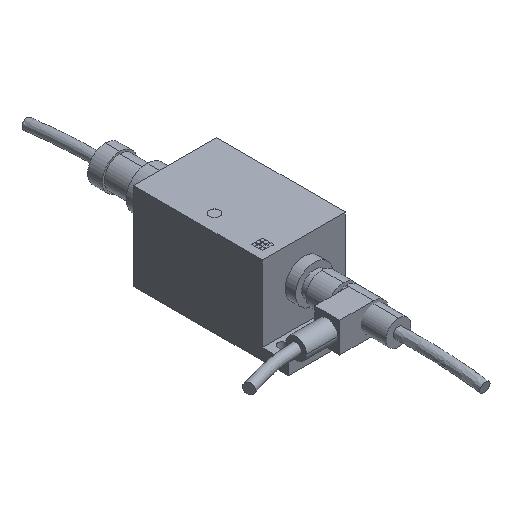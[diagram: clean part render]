
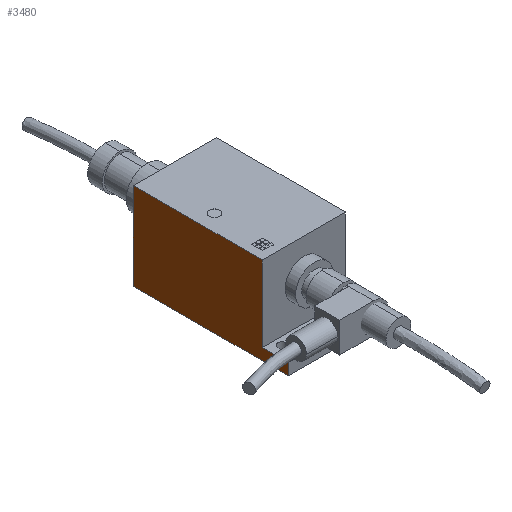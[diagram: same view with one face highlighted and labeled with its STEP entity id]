
A CAD part, isometric view. The second image highlights one B-rep face of the part: STEP entity #3480.
In plain terms, the highlighted planar face has unit normal (-1, 0, 0).
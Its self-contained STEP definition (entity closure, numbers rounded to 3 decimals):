
#1580=CARTESIAN_POINT('',(0.538,-34.043,42.0));
#1581=VERTEX_POINT('',#1580);
#1588=CARTESIAN_POINT('',(0.538,-34.043,5.5));
#1589=VERTEX_POINT('',#1588);
#1590=CARTESIAN_POINT('',(0.538,-34.043,5.5));
#1591=DIRECTION('',(0.0,0.0,1.0));
#1592=VECTOR('',#1591,36.5);
#1593=LINE('',#1590,#1592);
#1594=EDGE_CURVE('',#1589,#1581,#1593,.T.);
#3270=CARTESIAN_POINT('',(0.538,-46.543,5.5));
#3271=VERTEX_POINT('',#3270);
#3272=CARTESIAN_POINT('',(0.538,-46.543,5.5));
#3273=DIRECTION('',(0.0,1.0,0.0));
#3274=VECTOR('',#3273,12.5);
#3275=LINE('',#3272,#3274);
#3276=EDGE_CURVE('',#3271,#1589,#3275,.T.);
#3323=CARTESIAN_POINT('',(0.538,27.957,42.0));
#3324=VERTEX_POINT('',#3323);
#3331=CARTESIAN_POINT('',(0.538,-34.043,42.0));
#3332=DIRECTION('',(0.0,1.0,0.0));
#3333=VECTOR('',#3332,62.);
#3334=LINE('',#3331,#3333);
#3335=EDGE_CURVE('',#1581,#3324,#3334,.T.);
#3437=CARTESIAN_POINT('',(0.538,-46.543,0.0));
#3438=VERTEX_POINT('',#3437);
#3439=CARTESIAN_POINT('',(0.538,-46.543,0.0));
#3440=DIRECTION('',(0.0,0.0,1.0));
#3441=VECTOR('',#3440,5.5);
#3442=LINE('',#3439,#3441);
#3443=EDGE_CURVE('',#3438,#3271,#3442,.T.);
#3455=CARTESIAN_POINT('',(0.538,-46.543,0.0));
#3456=DIRECTION('',(-1.0,0.0,0.0));
#3457=DIRECTION('',(0.0,0.0,1.0));
#3458=AXIS2_PLACEMENT_3D('',#3455,#3456,#3457);
#3459=PLANE('',#3458);
#3460=ORIENTED_EDGE('',*,*,#1594,.T.);
#3461=ORIENTED_EDGE('',*,*,#3335,.T.);
#3462=CARTESIAN_POINT('',(0.538,27.957,0.0));
#3463=VERTEX_POINT('',#3462);
#3464=CARTESIAN_POINT('',(0.538,27.957,0.0));
#3465=DIRECTION('',(0.0,0.0,1.0));
#3466=VECTOR('',#3465,42.0);
#3467=LINE('',#3464,#3466);
#3468=EDGE_CURVE('',#3463,#3324,#3467,.T.);
#3469=ORIENTED_EDGE('',*,*,#3468,.F.);
#3470=CARTESIAN_POINT('',(0.538,-46.543,0.0));
#3471=DIRECTION('',(0.0,1.0,0.0));
#3472=VECTOR('',#3471,74.5);
#3473=LINE('',#3470,#3472);
#3474=EDGE_CURVE('',#3438,#3463,#3473,.T.);
#3475=ORIENTED_EDGE('',*,*,#3474,.F.);
#3476=ORIENTED_EDGE('',*,*,#3443,.T.);
#3477=ORIENTED_EDGE('',*,*,#3276,.T.);
#3478=EDGE_LOOP('',(#3460,#3461,#3469,#3475,#3476,#3477));
#3479=FACE_OUTER_BOUND('',#3478,.T.);
#3480=ADVANCED_FACE('',(#3479),#3459,.T.);
